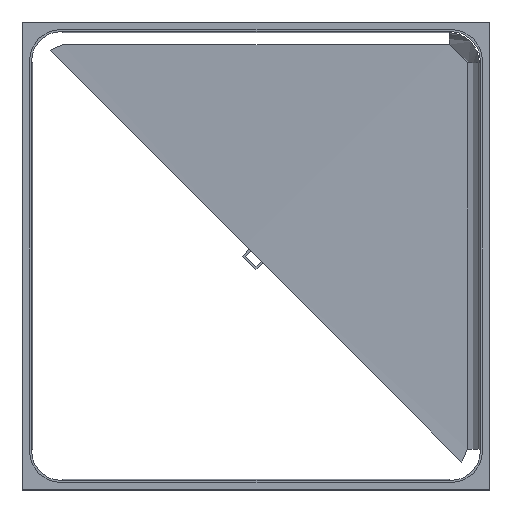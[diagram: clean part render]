
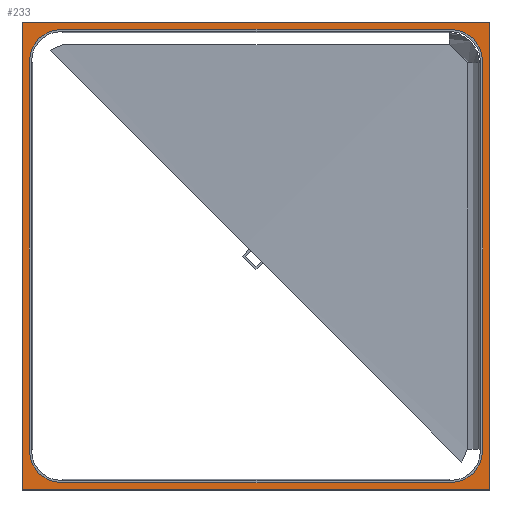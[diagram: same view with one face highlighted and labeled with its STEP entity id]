
A CAD part, top view. The second image highlights one B-rep face of the part: STEP entity #233.
In plain terms, the highlighted planar face has unit normal (0, 0, 1).
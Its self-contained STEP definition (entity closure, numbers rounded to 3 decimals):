
#233 = ADVANCED_FACE( '', ( #546, #547 ), #548, .T. );
#546 = FACE_OUTER_BOUND( '', #16013, .T. );
#547 = FACE_BOUND( '', #16014, .T. );
#548 = PLANE( '', #16015 );
#16013 = EDGE_LOOP( '', ( #65029, #65030, #65031, #65032 ) );
#16014 = EDGE_LOOP( '', ( #65033, #65034, #65035, #65036, #65037, #65038, #65039, #65040 ) );
#16015 = AXIS2_PLACEMENT_3D( '', #65041, #65042, #65043 );
#65029 = ORIENTED_EDGE( '', *, *, #67713, .T. );
#65030 = ORIENTED_EDGE( '', *, *, #67714, .T. );
#65031 = ORIENTED_EDGE( '', *, *, #67715, .T. );
#65032 = ORIENTED_EDGE( '', *, *, #67583, .T. );
#65033 = ORIENTED_EDGE( '', *, *, #67635, .T. );
#65034 = ORIENTED_EDGE( '', *, *, #67716, .T. );
#65035 = ORIENTED_EDGE( '', *, *, #67717, .T. );
#65036 = ORIENTED_EDGE( '', *, *, #67718, .T. );
#65037 = ORIENTED_EDGE( '', *, *, #67719, .T. );
#65038 = ORIENTED_EDGE( '', *, *, #67720, .T. );
#65039 = ORIENTED_EDGE( '', *, *, #67721, .T. );
#65040 = ORIENTED_EDGE( '', *, *, #67722, .T. );
#65041 = CARTESIAN_POINT( '', ( -464.1, 464.1, 26.4 ) );
#65042 = DIRECTION( '', ( 0., 0., 1. ) );
#65043 = DIRECTION( '', ( 1., 0., 0. ) );
#67583 = EDGE_CURVE( '', #68051, #68055, #68057, .T. );
#67635 = EDGE_CURVE( '', #68138, #68143, #68145, .F. );
#67713 = EDGE_CURVE( '', #68055, #68258, #68259, .T. );
#67714 = EDGE_CURVE( '', #68258, #68260, #68261, .T. );
#67715 = EDGE_CURVE( '', #68260, #68051, #68262, .T. );
#67716 = EDGE_CURVE( '', #68143, #68263, #68264, .F. );
#67717 = EDGE_CURVE( '', #68263, #68265, #68266, .F. );
#67718 = EDGE_CURVE( '', #68265, #68267, #68268, .F. );
#67719 = EDGE_CURVE( '', #68267, #68269, #68270, .F. );
#67720 = EDGE_CURVE( '', #68269, #68271, #68272, .F. );
#67721 = EDGE_CURVE( '', #68271, #68273, #68274, .F. );
#67722 = EDGE_CURVE( '', #68273, #68138, #68275, .F. );
#68051 = VERTEX_POINT( '', #69700 );
#68055 = VERTEX_POINT( '', #69705 );
#68057 = LINE( '', #69707, #69708 );
#68138 = VERTEX_POINT( '', #69824 );
#68143 = VERTEX_POINT( '', #69829 );
#68145 = ELLIPSE( '', #69831, 65.596, 65.1 );
#68258 = VERTEX_POINT( '', #70028 );
#68259 = LINE( '', #70029, #70030 );
#68260 = VERTEX_POINT( '', #70031 );
#68261 = LINE( '', #70032, #70033 );
#68262 = LINE( '', #70034, #70035 );
#68263 = VERTEX_POINT( '', #70036 );
#68264 = LINE( '', #70037, #70038 );
#68265 = VERTEX_POINT( '', #70039 );
#68266 = ELLIPSE( '', #70040, 65.596, 65.1 );
#68267 = VERTEX_POINT( '', #70041 );
#68268 = LINE( '', #70042, #70043 );
#68269 = VERTEX_POINT( '', #70044 );
#68270 = ELLIPSE( '', #70045, 65.596, 65.1 );
#68271 = VERTEX_POINT( '', #70046 );
#68272 = LINE( '', #70047, #70048 );
#68273 = VERTEX_POINT( '', #70049 );
#68274 = ELLIPSE( '', #70050, 65.596, 65.1 );
#68275 = LINE( '', #70051, #70052 );
#69700 = CARTESIAN_POINT( '', ( 463.1, 463.1, 26.4 ) );
#69705 = CARTESIAN_POINT( '', ( -463.1, 463.1, 26.4 ) );
#69707 = CARTESIAN_POINT( '', ( -464.1, 463.1, 26.4 ) );
#69708 = VECTOR( '', #71463, 1000. );
#69824 = CARTESIAN_POINT( '', ( 450.988, -386.136, 26.4 ) );
#69829 = CARTESIAN_POINT( '', ( 386.136, -450.988, 26.4 ) );
#69831 = AXIS2_PLACEMENT_3D( '', #71548, #71549, #71550 );
#70028 = CARTESIAN_POINT( '', ( -463.1, -463.1, 26.4 ) );
#70029 = CARTESIAN_POINT( '', ( -463.1, 464.1, 26.4 ) );
#70030 = VECTOR( '', #71655, 1000. );
#70031 = CARTESIAN_POINT( '', ( 463.1, -463.1, 26.4 ) );
#70032 = CARTESIAN_POINT( '', ( -464.1, -463.1, 26.4 ) );
#70033 = VECTOR( '', #71656, 1000. );
#70034 = CARTESIAN_POINT( '', ( 463.1, 464.1, 26.4 ) );
#70035 = VECTOR( '', #71657, 1000. );
#70036 = CARTESIAN_POINT( '', ( -386.136, -450.988, 26.4 ) );
#70037 = CARTESIAN_POINT( '', ( -465., -450.988, 26.4 ) );
#70038 = VECTOR( '', #71658, 1000. );
#70039 = CARTESIAN_POINT( '', ( -450.988, -386.136, 26.4 ) );
#70040 = AXIS2_PLACEMENT_3D( '', #71659, #71660, #71661 );
#70041 = CARTESIAN_POINT( '', ( -450.988, 386.136, 26.4 ) );
#70042 = CARTESIAN_POINT( '', ( -450.988, -465., 26.4 ) );
#70043 = VECTOR( '', #71662, 1000. );
#70044 = CARTESIAN_POINT( '', ( -386.136, 450.988, 26.4 ) );
#70045 = AXIS2_PLACEMENT_3D( '', #71663, #71664, #71665 );
#70046 = CARTESIAN_POINT( '', ( 386.136, 450.988, 26.4 ) );
#70047 = CARTESIAN_POINT( '', ( -465., 450.988, 26.4 ) );
#70048 = VECTOR( '', #71666, 1000. );
#70049 = CARTESIAN_POINT( '', ( 450.988, 386.136, 26.4 ) );
#70050 = AXIS2_PLACEMENT_3D( '', #71667, #71668, #71669 );
#70051 = CARTESIAN_POINT( '', ( 450.988, -465., 26.4 ) );
#70052 = VECTOR( '', #71670, 1000. );
#71463 = DIRECTION( '', ( -1., 0., 0. ) );
#71548 = CARTESIAN_POINT( '', ( 385.639, -385.639, 26.4 ) );
#71549 = DIRECTION( '', ( 0., 0., 1. ) );
#71550 = DIRECTION( '', ( -0.707, 0.707, 0. ) );
#71655 = DIRECTION( '', ( 0., -1., 0. ) );
#71656 = DIRECTION( '', ( 1., 0., 0. ) );
#71657 = DIRECTION( '', ( 0., 1., 0. ) );
#71658 = DIRECTION( '', ( 1., 0., 0. ) );
#71659 = CARTESIAN_POINT( '', ( -385.639, -385.639, 26.4 ) );
#71660 = DIRECTION( '', ( 0., 0., 1. ) );
#71661 = DIRECTION( '', ( 0.707, 0.707, 0. ) );
#71662 = DIRECTION( '', ( 0., -1., 0. ) );
#71663 = CARTESIAN_POINT( '', ( -385.639, 385.639, 26.4 ) );
#71664 = DIRECTION( '', ( 0., 0., 1. ) );
#71665 = DIRECTION( '', ( 0.707, -0.707, 0. ) );
#71666 = DIRECTION( '', ( -1., 0., 0. ) );
#71667 = CARTESIAN_POINT( '', ( 385.639, 385.639, 26.4 ) );
#71668 = DIRECTION( '', ( 0., 0., 1. ) );
#71669 = DIRECTION( '', ( -0.707, -0.707, 0. ) );
#71670 = DIRECTION( '', ( 0., 1., 0. ) );
